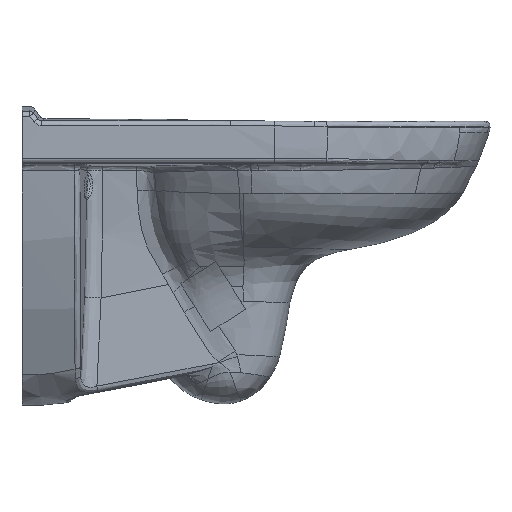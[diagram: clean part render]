
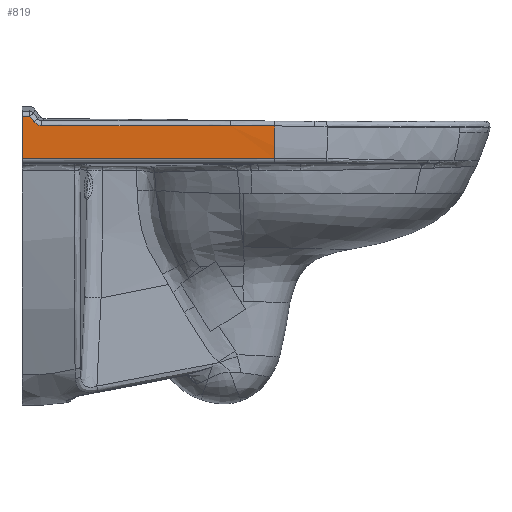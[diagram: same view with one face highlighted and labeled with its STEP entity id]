
A CAD part, left-side view. The second image highlights one B-rep face of the part: STEP entity #819.
In plain terms, the highlighted face is a extrusion surface.
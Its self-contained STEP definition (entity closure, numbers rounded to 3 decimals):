
#43=SURFACE_OF_LINEAR_EXTRUSION('',#6875,#88);
#88=VECTOR('',#7110,1.);
#819=ADVANCED_FACE('',(#1466),#43,.F.);
#1466=FACE_OUTER_BOUND('',#1895,.T.);
#1895=EDGE_LOOP('',(#3962,#3963,#3964,#3965,#3966,#3967,#3968,#3969,#3970));
#3962=ORIENTED_EDGE('',*,*,#5191,.T.);
#3963=ORIENTED_EDGE('',*,*,#5925,.F.);
#3964=ORIENTED_EDGE('',*,*,#5924,.F.);
#3965=ORIENTED_EDGE('',*,*,#5771,.T.);
#3966=ORIENTED_EDGE('',*,*,#5773,.T.);
#3967=ORIENTED_EDGE('',*,*,#5775,.T.);
#3968=ORIENTED_EDGE('',*,*,#5867,.T.);
#3969=ORIENTED_EDGE('',*,*,#5868,.T.);
#3970=ORIENTED_EDGE('',*,*,#4898,.T.);
#4198=VERTEX_POINT('',#10065);
#4199=VERTEX_POINT('',#10072);
#4443=VERTEX_POINT('',#19974);
#4759=VERTEX_POINT('',#45190);
#4793=VERTEX_POINT('',#47133);
#4794=VERTEX_POINT('',#47153);
#4795=VERTEX_POINT('',#47173);
#4798=VERTEX_POINT('',#47201);
#4842=VERTEX_POINT('',#55367);
#4898=EDGE_CURVE('',#4199,#4198,#6009,.T.);
#5191=EDGE_CURVE('',#4198,#4443,#6264,.T.);
#5771=EDGE_CURVE('',#4759,#4793,#6748,.T.);
#5773=EDGE_CURVE('',#4793,#4794,#6749,.T.);
#5775=EDGE_CURVE('',#4794,#4795,#6750,.T.);
#5867=EDGE_CURVE('',#4795,#4798,#6829,.T.);
#5868=EDGE_CURVE('',#4798,#4199,#6830,.T.);
#5924=EDGE_CURVE('',#4759,#4842,#6873,.T.);
#5925=EDGE_CURVE('',#4842,#4443,#6874,.T.);
#6009=B_SPLINE_CURVE_WITH_KNOTS('',3,(#10066,#10067,#10068,#10069,#10070,
#10071),.UNSPECIFIED.,.F.,.F.,(4,2,4),(0.,0.5,1.),.UNSPECIFIED.);
#6264=B_SPLINE_CURVE_WITH_KNOTS('',3,(#19975,#19976,#19977,#19978),
 .UNSPECIFIED.,.F.,.F.,(4,4),(0.,1.),.UNSPECIFIED.);
#6748=B_SPLINE_CURVE_WITH_KNOTS('',3,(#47129,#47130,#47131,#47132),
 .UNSPECIFIED.,.F.,.F.,(4,4),(0.,1.),.UNSPECIFIED.);
#6749=B_SPLINE_CURVE_WITH_KNOTS('',3,(#47149,#47150,#47151,#47152),
 .UNSPECIFIED.,.F.,.F.,(4,4),(0.,1.),.UNSPECIFIED.);
#6750=B_SPLINE_CURVE_WITH_KNOTS('',3,(#47169,#47170,#47171,#47172),
 .UNSPECIFIED.,.F.,.F.,(4,4),(0.,1.),.UNSPECIFIED.);
#6829=B_SPLINE_CURVE_WITH_KNOTS('',3,(#51649,#51650,#51651,#51652),
 .UNSPECIFIED.,.F.,.F.,(4,4),(0.,1.),.UNSPECIFIED.);
#6830=B_SPLINE_CURVE_WITH_KNOTS('',1,(#51709,#51710),.UNSPECIFIED.,.F.,
 .F.,(2,2),(0.,1.),.UNSPECIFIED.);
#6873=B_SPLINE_CURVE_WITH_KNOTS('',3,(#55362,#55363,#55364,#55365,#55366),
 .UNSPECIFIED.,.F.,.F.,(4,1,4),(0.,0.907,1.),.UNSPECIFIED.);
#6874=B_SPLINE_CURVE_WITH_KNOTS('',3,(#55368,#55369,#55370,#55371,#55372,
#55373,#55374),.UNSPECIFIED.,.F.,.F.,(4,1,1,1,4),(0.,0.223,
0.6,0.977,1.),.UNSPECIFIED.);
#6875=B_SPLINE_CURVE_WITH_KNOTS('',3,(#55447,#55448,#55449,#55450,#55451,
#55452,#55453),.UNSPECIFIED.,.F.,.F.,(4,1,1,1,4),(0.,0.383,
0.674,0.965,1.),.UNSPECIFIED.);
#7110=DIRECTION('',(0.,1.,0.));
#10065=CARTESIAN_POINT('',(-179.018,134.998,-44.797));
#10066=CARTESIAN_POINT('',(-179.275,134.998,6.186));
#10067=CARTESIAN_POINT('',(-179.872,134.998,-2.302));
#10068=CARTESIAN_POINT('',(-180.208,134.998,-10.797));
#10069=CARTESIAN_POINT('',(-180.108,134.998,-27.809));
#10070=CARTESIAN_POINT('',(-179.651,134.998,-36.311));
#10071=CARTESIAN_POINT('',(-179.018,134.998,-44.797));
#10072=CARTESIAN_POINT('',(-179.275,134.998,6.186));
#19974=CARTESIAN_POINT('',(-179.018,-167.38,-44.797));
#19975=CARTESIAN_POINT('',(-179.018,134.998,-44.797));
#19976=CARTESIAN_POINT('',(-179.018,34.205,-44.797));
#19977=CARTESIAN_POINT('',(-179.018,-66.587,-44.797));
#19978=CARTESIAN_POINT('',(-179.018,-167.38,-44.797));
#45190=CARTESIAN_POINT('',(-179.93,-167.38,-5.56));
#47129=CARTESIAN_POINT('',(-179.93,-167.38,-5.56));
#47130=CARTESIAN_POINT('',(-179.924,-142.582,-5.39));
#47131=CARTESIAN_POINT('',(-179.92,-124.919,-5.299));
#47132=CARTESIAN_POINT('',(-179.92,-114.392,-5.288));
#47133=CARTESIAN_POINT('',(-179.92,-114.392,-5.288));
#47149=CARTESIAN_POINT('',(-179.92,-114.392,-5.288));
#47150=CARTESIAN_POINT('',(-179.917,-39.713,-5.211));
#47151=CARTESIAN_POINT('',(-179.915,35.557,-5.166));
#47152=CARTESIAN_POINT('',(-179.914,111.419,-5.155));
#47153=CARTESIAN_POINT('',(-179.914,111.418,-5.155));
#47169=CARTESIAN_POINT('',(-179.914,111.419,-5.155));
#47170=CARTESIAN_POINT('',(-179.914,115.088,-5.154));
#47171=CARTESIAN_POINT('',(-179.853,118.545,-3.448));
#47172=CARTESIAN_POINT('',(-179.695,120.811,-0.529));
#47173=CARTESIAN_POINT('',(-179.695,120.815,-0.524));
#47201=CARTESIAN_POINT('',(-179.275,125.836,6.186));
#51649=CARTESIAN_POINT('',(-179.695,120.815,-0.524));
#51650=CARTESIAN_POINT('',(-179.585,122.386,1.501));
#51651=CARTESIAN_POINT('',(-179.447,124.06,3.738));
#51652=CARTESIAN_POINT('',(-179.275,125.836,6.186));
#51709=CARTESIAN_POINT('',(-179.275,125.837,6.186));
#51710=CARTESIAN_POINT('',(-179.275,134.998,6.186));
#55362=CARTESIAN_POINT('',(-179.93,-167.38,-5.56));
#55363=CARTESIAN_POINT('',(-180.219,-167.381,-12.969));
#55364=CARTESIAN_POINT('',(-180.241,-167.381,-21.149));
#55365=CARTESIAN_POINT('',(-179.936,-167.38,-29.316));
#55366=CARTESIAN_POINT('',(-179.905,-167.38,-30.074));
#55367=CARTESIAN_POINT('',(-179.905,-167.38,-30.075));
#55368=CARTESIAN_POINT('',(-179.905,-167.38,-30.074));
#55369=CARTESIAN_POINT('',(-179.86,-167.38,-31.168));
#55370=CARTESIAN_POINT('',(-179.724,-167.38,-34.114));
#55371=CARTESIAN_POINT('',(-179.441,-167.38,-38.908));
#55372=CARTESIAN_POINT('',(-179.173,-167.38,-42.721));
#55373=CARTESIAN_POINT('',(-179.027,-167.38,-44.683));
#55374=CARTESIAN_POINT('',(-179.018,-167.38,-44.797));
#55447=CARTESIAN_POINT('',(-177.544,-167.378,26.678));
#55448=CARTESIAN_POINT('',(-178.528,-167.379,15.932));
#55449=CARTESIAN_POINT('',(-180.26,-167.381,-2.985));
#55450=CARTESIAN_POINT('',(-180.232,-167.381,-30.075));
#55451=CARTESIAN_POINT('',(-178.828,-167.38,-47.397));
#55452=CARTESIAN_POINT('',(-178.087,-167.379,-56.548));
#55453=CARTESIAN_POINT('',(-178.007,-167.379,-57.528));
